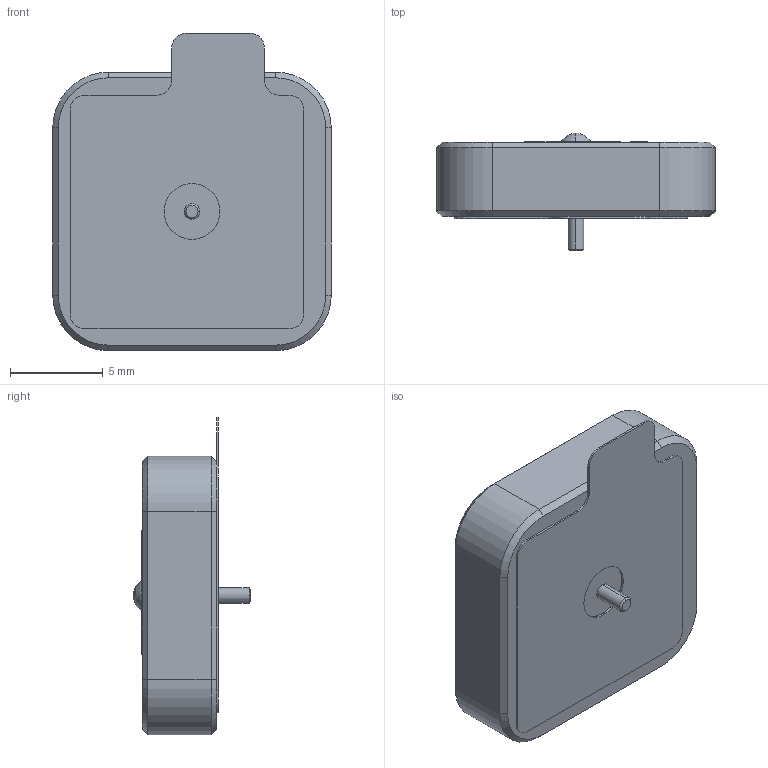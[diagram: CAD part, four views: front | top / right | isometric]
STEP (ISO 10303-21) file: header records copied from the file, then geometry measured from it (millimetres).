
FILE_DESCRIPTION (( 'STEP AP214' ), '1' );
FILE_NAME ('GP.1575.15.4.B.02_Web.STEP', '2025-01-07T09:15:20', ( '' ), ( '' ), 'SwSTEP 2.0', 'SolidWorks 2022', '' );
FILE_SCHEMA (( 'AUTOMOTIVE_DESIGN' ));
Length unit declared in the file: millimetre
Products named in the file (3): GP.1575.15.4.B.02_Web; Adhesive SQ; GP.1575.15.4.B.02_Patch_New logo
Assembly tree (2 placements, depth 2):
  GP.1575.15.4.B.02_Web
    GP.1575.15.4.B.02_Patch_New logo
    Adhesive SQ
Bounding box: 15 x 6.35 x 17.1 mm (x, y, z)
Volume: 883.1 mm3; surface area: 983.5 mm2
Topology: 3 solids, 3 shells, 259 faces, 675 edges, 443 vertices
Faces by surface type: plane 139, bspline 86, cylinder 22, cone 10, torus 2
Entity records: 9552 total; most frequent: CARTESIAN_POINT 3622, ORIENTED_EDGE 1346, DIRECTION 915, EDGE_CURVE 673, LINE 443, VERTEX_POINT 443, VECTOR 443, EDGE_LOOP 284
